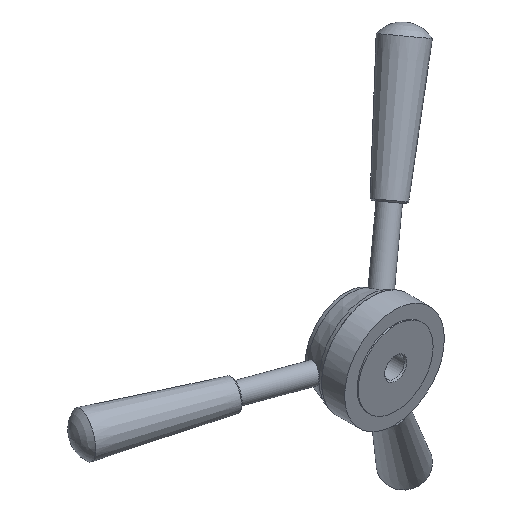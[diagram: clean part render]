
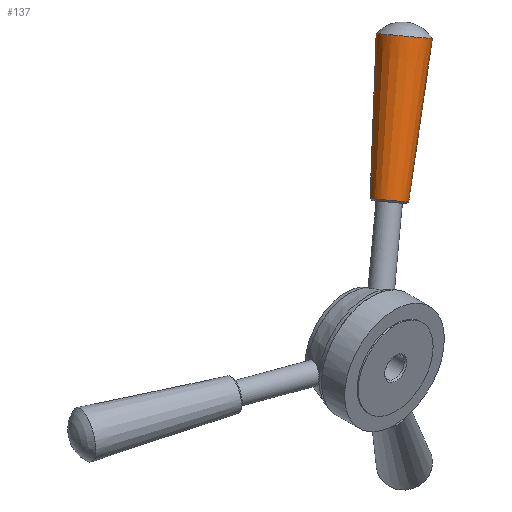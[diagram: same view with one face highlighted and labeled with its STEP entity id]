
A CAD part, isometric view. The second image highlights one B-rep face of the part: STEP entity #137.
In plain terms, the highlighted conical face has half-angle 3.061 degrees and reference radius 11 mm.
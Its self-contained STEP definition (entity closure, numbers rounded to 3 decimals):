
#137=ADVANCED_FACE('',(#170,#227),#152,.T.);
#152=CONICAL_SURFACE('',#449,11.,3.061);
#170=FACE_OUTER_BOUND('',#276,.T.);
#192=CIRCLE('',#446,16.);
#193=CIRCLE('',#448,11.);
#227=FACE_BOUND('',#277,.T.);
#276=EDGE_LOOP('',(#332));
#277=EDGE_LOOP('',(#333));
#332=ORIENTED_EDGE('',*,*,#397,.T.);
#333=ORIENTED_EDGE('',*,*,#398,.F.);
#369=VERTEX_POINT('',#781);
#370=VERTEX_POINT('',#784);
#397=EDGE_CURVE('',#369,#369,#192,.T.);
#398=EDGE_CURVE('',#370,#370,#193,.T.);
#446=AXIS2_PLACEMENT_3D('',#780,#534,#535);
#448=AXIS2_PLACEMENT_3D('',#783,#538,#539);
#449=AXIS2_PLACEMENT_3D('',#785,#540,#541);
#534=DIRECTION('',(-0.47,-0.342,-0.814));
#535=DIRECTION('',(-0.171,0.94,-0.296));
#538=DIRECTION('',(-0.47,-0.342,-0.814));
#539=DIRECTION('',(-0.171,0.94,-0.296));
#540=DIRECTION('',(0.47,0.342,0.814));
#541=DIRECTION('',(-0.171,0.94,-0.296));
#780=CARTESIAN_POINT('',(777.714,650.818,148.385));
#781=CARTESIAN_POINT('',(774.977,665.853,143.646));
#783=CARTESIAN_POINT('',(733.783,618.839,72.295));
#784=CARTESIAN_POINT('',(731.902,629.176,69.037));
#785=CARTESIAN_POINT('',(733.783,618.839,72.295));
